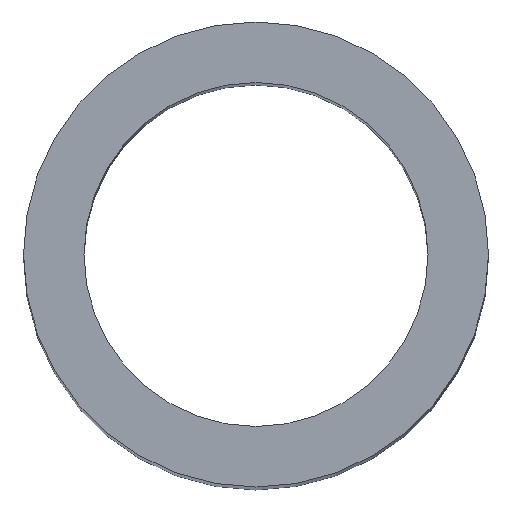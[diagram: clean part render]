
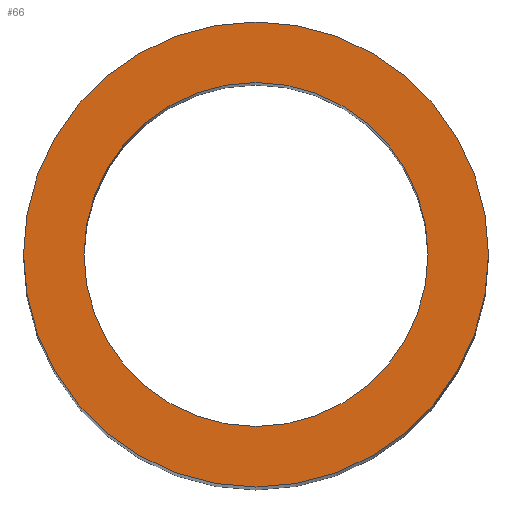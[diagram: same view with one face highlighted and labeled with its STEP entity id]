
A CAD part, top view. The second image highlights one B-rep face of the part: STEP entity #66.
In plain terms, the highlighted planar face has unit normal (0, 0, 1).
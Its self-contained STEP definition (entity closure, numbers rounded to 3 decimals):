
#21 = VERTEX_POINT ( 'NONE', #137 ) ;
#22 = VERTEX_POINT ( 'NONE', #136 ) ;
#26 = EDGE_CURVE ( 'NONE', #22, #21, #157, .T. ) ;
#28 = VERTEX_POINT ( 'NONE', #158 ) ;
#29 = VERTEX_POINT ( 'NONE', #148 ) ;
#35 = EDGE_CURVE ( 'NONE', #29, #28, #162, .T. ) ;
#37 = EDGE_CURVE ( 'NONE', #21, #22, #193, .T. ) ;
#62 = ORIENTED_EDGE ( 'NONE', *, *, #37, .T. ) ;
#63 = EDGE_LOOP ( 'NONE', ( #62, #343 ) ) ;
#66 = ADVANCED_FACE ( 'NONE', ( #215, #214 ), #213, .F. ) ;
#73 = ORIENTED_EDGE ( 'NONE', *, *, #35, .T. ) ;
#74 = ORIENTED_EDGE ( 'NONE', *, *, #358, .T. ) ;
#136 = CARTESIAN_POINT ( 'NONE',  ( 0., -12.058, 0. ) ) ;
#137 = CARTESIAN_POINT ( 'NONE',  ( 0., 12.058, 0. ) ) ;
#142 = DIRECTION ( 'NONE',  ( 0., 0., -1. ) ) ;
#143 = CARTESIAN_POINT ( 'NONE',  ( 0., 0., 0. ) ) ;
#144 = AXIS2_PLACEMENT_3D ( 'NONE', #143, #142, #149 ) ;
#148 = CARTESIAN_POINT ( 'NONE',  ( 16.3, 0., 0. ) ) ;
#149 = DIRECTION ( 'NONE',  ( 0., 1., 0. ) ) ;
#157 = CIRCLE ( 'NONE', #144, 12.058 ) ;
#158 = CARTESIAN_POINT ( 'NONE',  ( -16.3, 0., 0. ) ) ;
#159 = CARTESIAN_POINT ( 'NONE',  ( 0., 0., 0. ) ) ;
#160 = DIRECTION ( 'NONE',  ( 0., 0., 1. ) ) ;
#162 = CIRCLE ( 'NONE', #173, 16.3 ) ;
#163 = DIRECTION ( 'NONE',  ( 0., 1., 0. ) ) ;
#173 = AXIS2_PLACEMENT_3D ( 'NONE', #159, #160, #192 ) ;
#174 = DIRECTION ( 'NONE',  ( 0., 0., -1. ) ) ;
#175 = CARTESIAN_POINT ( 'NONE',  ( 0., 0., 0. ) ) ;
#176 = AXIS2_PLACEMENT_3D ( 'NONE', #175, #174, #163 ) ;
#192 = DIRECTION ( 'NONE',  ( 1., 0., 0. ) ) ;
#193 = CIRCLE ( 'NONE', #176, 12.058 ) ;
#206 = DIRECTION ( 'NONE',  ( -1., 0., 0. ) ) ;
#207 = DIRECTION ( 'NONE',  ( 0., 0., -1. ) ) ;
#208 = CARTESIAN_POINT ( 'NONE',  ( 0., 16.3, 0. ) ) ;
#212 = AXIS2_PLACEMENT_3D ( 'NONE', #208, #207, #206 ) ;
#213 = PLANE ( 'NONE',  #212 ) ;
#214 = FACE_OUTER_BOUND ( 'NONE', #344, .T. ) ;
#215 = FACE_BOUND ( 'NONE', #63, .T. ) ;
#236 = DIRECTION ( 'NONE',  ( 1., 0., 0. ) ) ;
#237 = DIRECTION ( 'NONE',  ( 0., 0., 1. ) ) ;
#238 = CARTESIAN_POINT ( 'NONE',  ( 0., 0., 0. ) ) ;
#239 = AXIS2_PLACEMENT_3D ( 'NONE', #238, #237, #236 ) ;
#240 = CIRCLE ( 'NONE', #239, 16.3 ) ;
#343 = ORIENTED_EDGE ( 'NONE', *, *, #26, .T. ) ;
#344 = EDGE_LOOP ( 'NONE', ( #73, #74 ) ) ;
#358 = EDGE_CURVE ( 'NONE', #28, #29, #240, .T. ) ;
